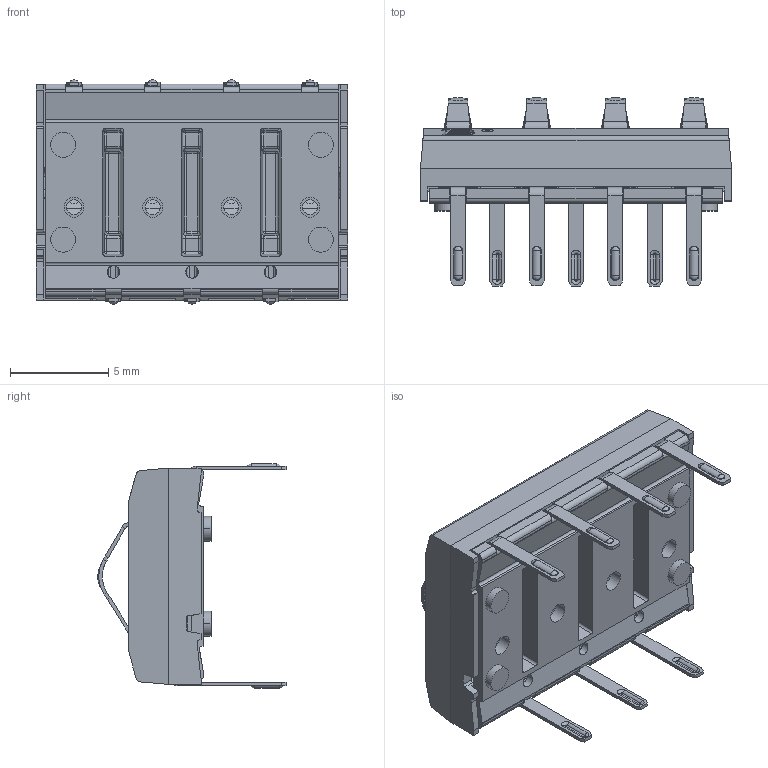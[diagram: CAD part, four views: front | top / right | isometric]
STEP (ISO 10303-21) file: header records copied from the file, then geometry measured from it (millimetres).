
FILE_DESCRIPTION((''),'2;1');
FILE_NAME('33756-73709','2021-04-30T07:49:52',('RICKB'),('Bourns, Inc.'),'CREO PARAMETRIC BY PTC INC, 2018050','CREO PARAMETRIC BY PTC INC, 2018050','');
FILE_SCHEMA(('AUTOMOTIVE_DESIGN { 1 0 10303 214 1 1 1 1 }'));
Length unit declared in the file: inch
Products named in the file (1): 33756-73709
Bounding box: 15.82 x 9.57 x 11.4 mm (x, y, z)
Volume: 314.6 mm3; surface area: 1421.8 mm2
Topology: 1 solids, 1 shells, 1297 faces, 3529 edges, 2174 vertices
Faces by surface type: plane 781, cylinder 346, bspline 90, sphere 52, torus 28
Entity records: 56142 total; most frequent: CARTESIAN_POINT 13291, ORIENTED_EDGE 6970, DIRECTION 6321, PRESENTATION_STYLE_ASSIGNMENT 3502, STYLED_ITEM 3486, CURVE_STYLE 3485, EDGE_CURVE 3485, VECTOR 2435
